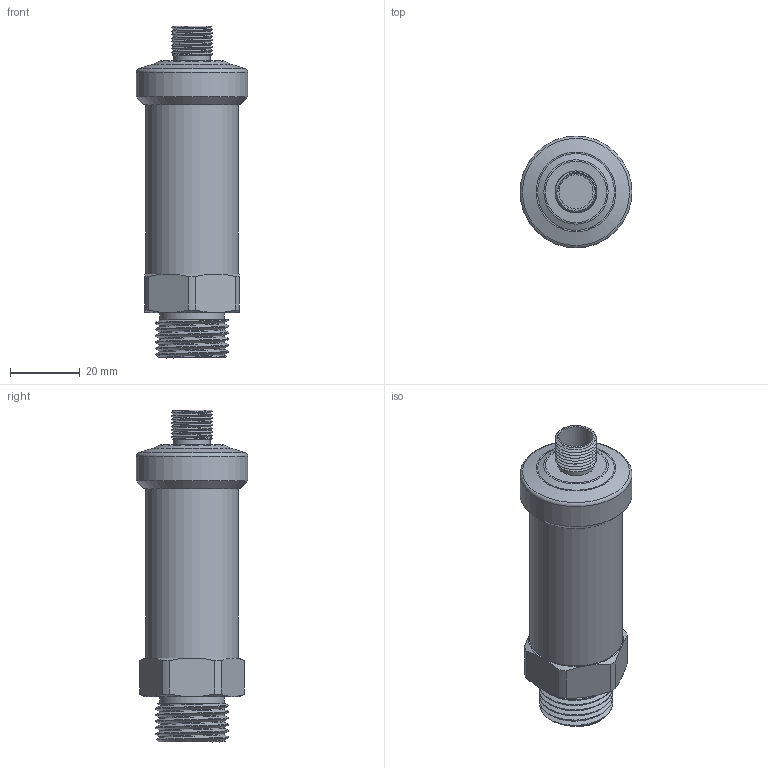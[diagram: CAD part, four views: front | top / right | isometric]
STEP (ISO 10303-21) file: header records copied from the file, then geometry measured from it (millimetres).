
FILE_DESCRIPTION(/* description */ (''),/* implementation_level */ '2;1');
FILE_NAME(/* name */ 'PM201-M22 航空插头型 2022.02.17.stp',/* time_stamp */ '2022-02-18T16:32:13+08:00',/* author */ (''),/* organization */ (''),/* preprocessor_version */ 'ST-DEVELOPER v16',/* originating_system */ 'SIEMENS PLM Software NX 10.0',/* authorisation */ '');
FILE_SCHEMA (('CONFIG_CONTROL_DESIGN'));
Length unit declared in the file: millimetre
Products named in the file (1): PM201-M22  航空插头型  2022.02.17
Bounding box: 32 x 32 x 95 mm (x, y, z)
Volume: 46434 mm3; surface area: 10045.2 mm2
Topology: 1 solids, 1 shells, 67 faces, 169 edges, 112 vertices
Faces by surface type: cylinder 23, plane 20, cone 18, bspline 4, torus 2
Full cylindrical faces by diameter (mm): 9.8 x1, 10.5 x9, 12 x1, 18.6 x1, 26.5 x1, 32 x1
Entity records: 3843 total; most frequent: CARTESIAN_POINT 2474, ORIENTED_EDGE 262, DIRECTION 249, EDGE_CURVE 131, AXIS2_PLACEMENT_3D 108, VERTEX_POINT 93, EDGE_LOOP 78, ADVANCED_FACE 59
